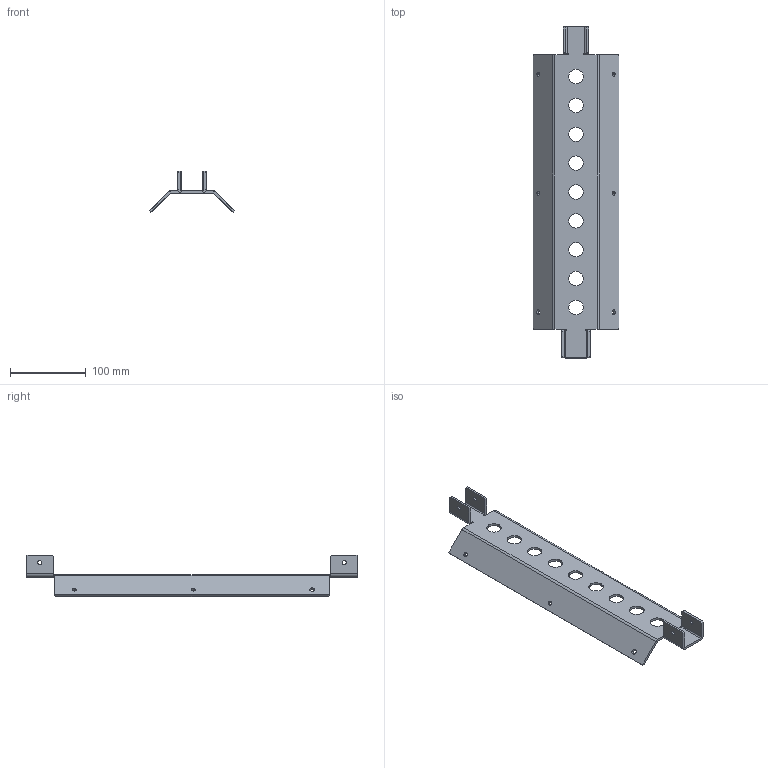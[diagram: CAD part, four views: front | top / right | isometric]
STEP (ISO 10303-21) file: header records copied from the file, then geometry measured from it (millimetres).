
FILE_DESCRIPTION (( 'STEP AP214' ), '1' );
FILE_NAME ('LR19-Lxx3rev3 Corner Bracket.STEP', '2018-05-16T19:55:24', ( '' ), ( '' ), 'SwSTEP 2.0', 'SolidWorks 2017', '' );
FILE_SCHEMA (( 'AUTOMOTIVE_DESIGN' ));
Length unit declared in the file: inch
Products named in the file (1): LR19-Lxx3rev3 Corner Bracket
Bounding box: 112.73 x 438.15 x 54.26 mm (x, y, z)
Volume: 162145.4 mm3; surface area: 108777.3 mm2
Topology: 1 solids, 1 shells, 155 faces, 396 edges, 248 vertices
Faces by surface type: plane 90, cylinder 50, bspline 15
Entity records: 5620 total; most frequent: CARTESIAN_POINT 1783, ORIENTED_EDGE 792, DIRECTION 748, EDGE_CURVE 396, VECTOR 266, LINE 266, VERTEX_POINT 248, AXIS2_PLACEMENT_3D 241
